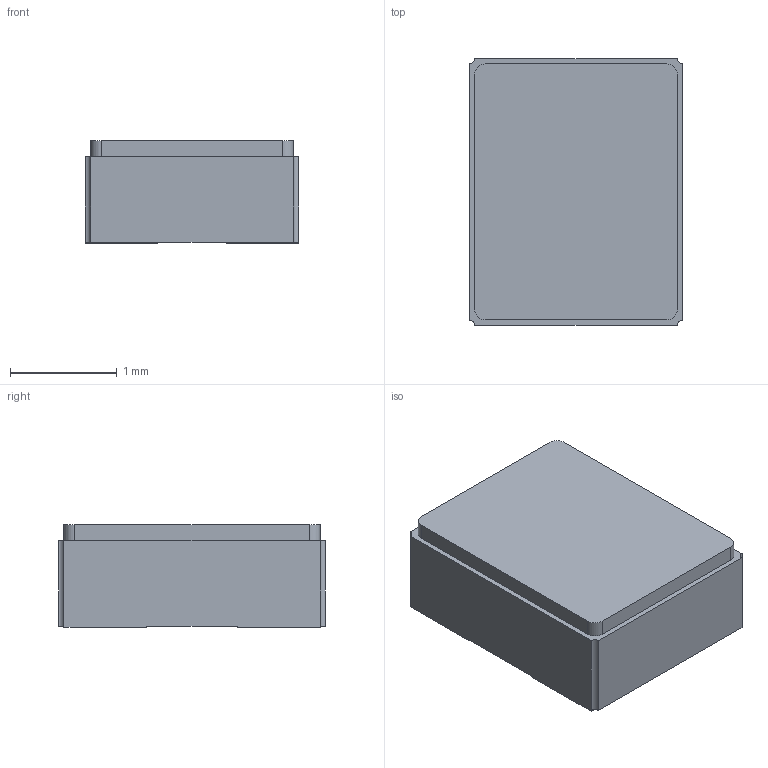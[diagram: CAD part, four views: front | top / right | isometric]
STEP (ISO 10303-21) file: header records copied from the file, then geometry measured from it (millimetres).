
FILE_DESCRIPTION((''),'2;1');
FILE_NAME('OSC_SMD_ASDK','2010-10-19T',('Simon'),(''),'PRO/ENGINEER BY PARAMETRIC TECHNOLOGY CORPORATION, 2008400','PRO/ENGINEER BY PARAMETRIC TECHNOLOGY CORPORATION, 2008400','');
FILE_SCHEMA(('AUTOMOTIVE_DESIGN_CC2 { 1 2 10303 214 -1 1 5 2 }'));
Length unit declared in the file: millimetre
Products named in the file (1): OSC_SMD_ASDK
Bounding box: 2 x 2.5 x 0.96 mm (x, y, z)
Volume: 4.7 mm3; surface area: 18.5 mm2
Topology: 1 solids, 1 shells, 36 faces, 95 edges, 62 vertices
Faces by surface type: plane 28, cylinder 8
Entity records: 1493 total; most frequent: CARTESIAN_POINT 193, ORIENTED_EDGE 190, DIRECTION 183, PRESENTATION_STYLE_ASSIGNMENT 100, STYLED_ITEM 96, CURVE_STYLE 95, EDGE_CURVE 95, VECTOR 79
